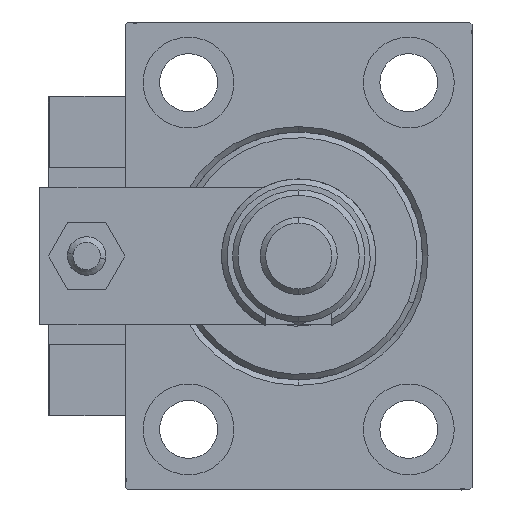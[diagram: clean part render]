
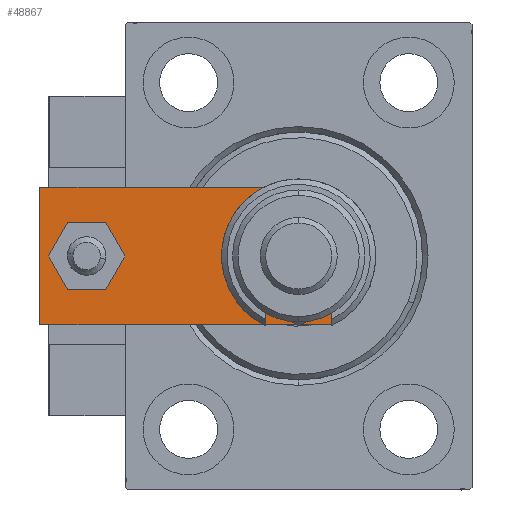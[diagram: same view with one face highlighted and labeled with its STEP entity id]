
A CAD part, left-side view. The second image highlights one B-rep face of the part: STEP entity #48867.
In plain terms, the highlighted face is planar.
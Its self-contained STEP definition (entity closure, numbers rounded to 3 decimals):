
#660 = CARTESIAN_POINT ( 'NONE',  ( 0., 51.5, 6. ) ) ;
#731 = DIRECTION ( 'NONE',  ( 0., 0., 1. ) ) ;
#1368 = VERTEX_POINT ( 'NONE', #38091 ) ;
#1453 = EDGE_CURVE ( 'NONE', #34437, #48655, #47588, .T. ) ;
#2522 = AXIS2_PLACEMENT_3D ( 'NONE', #38259, #731, #5359 ) ;
#2871 = DIRECTION ( 'NONE',  ( 0., 1., 0. ) ) ;
#2893 = CIRCLE ( 'NONE', #31541, 4. ) ;
#4293 = DIRECTION ( 'NONE',  ( 0., 0., 1. ) ) ;
#4377 = DIRECTION ( 'NONE',  ( 1., 0., 0. ) ) ;
#5359 = DIRECTION ( 'NONE',  ( 1., 0., 0. ) ) ;
#5575 = DIRECTION ( 'NONE',  ( 0., -1., 0. ) ) ;
#6270 = VECTOR ( 'NONE', #2871, 1000. ) ;
#7546 = DIRECTION ( 'NONE',  ( 1., 0., 0. ) ) ;
#7593 = CARTESIAN_POINT ( 'NONE',  ( -12.5, 60., 6. ) ) ;
#8479 = ORIENTED_EDGE ( 'NONE', *, *, #12901, .F. ) ;
#8659 = DIRECTION ( 'NONE',  ( 1., 0., 0. ) ) ;
#10234 = DIRECTION ( 'NONE',  ( 0.707, 0.707, 0. ) ) ;
#10329 = CARTESIAN_POINT ( 'NONE',  ( -2.75, -2.75, 6. ) ) ;
#10640 = VERTEX_POINT ( 'NONE', #44515 ) ;
#10719 = CARTESIAN_POINT ( 'NONE',  ( 0., 13., 6. ) ) ;
#11098 = VERTEX_POINT ( 'NONE', #33113 ) ;
#11282 = EDGE_CURVE ( 'NONE', #10640, #11408, #44074, .T. ) ;
#11408 = VERTEX_POINT ( 'NONE', #7593 ) ;
#12113 = VECTOR ( 'NONE', #35875, 1000. ) ;
#12380 = ORIENTED_EDGE ( 'NONE', *, *, #38842, .T. ) ;
#12597 = ORIENTED_EDGE ( 'NONE', *, *, #1453, .T. ) ;
#12901 = EDGE_CURVE ( 'NONE', #11098, #53405, #46002, .T. ) ;
#14777 = LINE ( 'NONE', #47171, #31277 ) ;
#15547 = CARTESIAN_POINT ( 'NONE',  ( 12.5, 7., 6. ) ) ;
#16103 = EDGE_LOOP ( 'NONE', ( #18817, #12597, #12380, #51489, #31281, #47563 ) ) ;
#17085 = FACE_BOUND ( 'NONE', #38421, .T. ) ;
#18048 = VERTEX_POINT ( 'NONE', #28343 ) ;
#18817 = ORIENTED_EDGE ( 'NONE', *, *, #36968, .T. ) ;
#19278 = CARTESIAN_POINT ( 'NONE',  ( -12.5, 0., 6. ) ) ;
#20893 = CARTESIAN_POINT ( 'NONE',  ( 0., 0., 6. ) ) ;
#21344 = EDGE_CURVE ( 'NONE', #53405, #11098, #2893, .T. ) ;
#21362 = VECTOR ( 'NONE', #43539, 1000. ) ;
#22652 = VECTOR ( 'NONE', #43256, 1000. ) ;
#23545 = EDGE_CURVE ( 'NONE', #18048, #1368, #53346, .T. ) ;
#25127 = EDGE_CURVE ( 'NONE', #1368, #18048, #32445, .T. ) ;
#28343 = CARTESIAN_POINT ( 'NONE',  ( -8.25, 13., 6. ) ) ;
#29040 = PLANE ( 'NONE',  #47077 ) ;
#31277 = VECTOR ( 'NONE', #5575, 1000. ) ;
#31281 = ORIENTED_EDGE ( 'NONE', *, *, #49218, .T. ) ;
#31493 = CARTESIAN_POINT ( 'NONE',  ( -5.5, 0., 6. ) ) ;
#31541 = AXIS2_PLACEMENT_3D ( 'NONE', #660, #34368, #47143 ) ;
#31790 = ORIENTED_EDGE ( 'NONE', *, *, #25127, .F. ) ;
#32333 = CARTESIAN_POINT ( 'NONE',  ( 12.5, 60., 6. ) ) ;
#32445 = CIRCLE ( 'NONE', #43765, 8.25 ) ;
#32459 = EDGE_LOOP ( 'NONE', ( #50925, #31790 ) ) ;
#33113 = CARTESIAN_POINT ( 'NONE',  ( 4., 51.5, 6. ) ) ;
#33729 = VECTOR ( 'NONE', #10234, 1000. ) ;
#34368 = DIRECTION ( 'NONE',  ( 0., 0., 1. ) ) ;
#34437 = VERTEX_POINT ( 'NONE', #34694 ) ;
#34604 = CARTESIAN_POINT ( 'NONE',  ( -4., 51.5, 6. ) ) ;
#34694 = CARTESIAN_POINT ( 'NONE',  ( -12.5, 7., 6. ) ) ;
#35641 = EDGE_CURVE ( 'NONE', #35701, #39341, #51040, .T. ) ;
#35701 = VERTEX_POINT ( 'NONE', #43683 ) ;
#35875 = DIRECTION ( 'NONE',  ( 1., 0., 0. ) ) ;
#36968 = EDGE_CURVE ( 'NONE', #11408, #34437, #14777, .T. ) ;
#38091 = CARTESIAN_POINT ( 'NONE',  ( 8.25, 13., 6. ) ) ;
#38259 = CARTESIAN_POINT ( 'NONE',  ( 0., 51.5, 6. ) ) ;
#38421 = EDGE_LOOP ( 'NONE', ( #41428, #8479 ) ) ;
#38842 = EDGE_CURVE ( 'NONE', #48655, #35701, #39957, .T. ) ;
#39341 = VERTEX_POINT ( 'NONE', #15547 ) ;
#39819 = DIRECTION ( 'NONE',  ( 0., 0., 1. ) ) ;
#39957 = LINE ( 'NONE', #19278, #12113 ) ;
#41428 = ORIENTED_EDGE ( 'NONE', *, *, #21344, .F. ) ;
#42387 = FACE_BOUND ( 'NONE', #32459, .T. ) ;
#42897 = CARTESIAN_POINT ( 'NONE',  ( 2.75, -2.75, 6. ) ) ;
#43256 = DIRECTION ( 'NONE',  ( 0.707, -0.707, 0. ) ) ;
#43539 = DIRECTION ( 'NONE',  ( -1., 0., 0. ) ) ;
#43683 = CARTESIAN_POINT ( 'NONE',  ( 5.5, 0., 6. ) ) ;
#43765 = AXIS2_PLACEMENT_3D ( 'NONE', #10719, #39819, #4377 ) ;
#44074 = LINE ( 'NONE', #32333, #21362 ) ;
#44515 = CARTESIAN_POINT ( 'NONE',  ( 12.5, 60., 6. ) ) ;
#45326 = CARTESIAN_POINT ( 'NONE',  ( 12.5, 0., 6. ) ) ;
#45375 = CARTESIAN_POINT ( 'NONE',  ( 0., 13., 6. ) ) ;
#46002 = CIRCLE ( 'NONE', #2522, 4. ) ;
#46192 = FACE_OUTER_BOUND ( 'NONE', #16103, .T. ) ;
#47077 = AXIS2_PLACEMENT_3D ( 'NONE', #20893, #50255, #8659 ) ;
#47143 = DIRECTION ( 'NONE',  ( 1., 0., 0. ) ) ;
#47171 = CARTESIAN_POINT ( 'NONE',  ( -12.5, 60., 6. ) ) ;
#47292 = AXIS2_PLACEMENT_3D ( 'NONE', #45375, #4293, #7546 ) ;
#47563 = ORIENTED_EDGE ( 'NONE', *, *, #11282, .T. ) ;
#47588 = LINE ( 'NONE', #10329, #22652 ) ;
#48655 = VERTEX_POINT ( 'NONE', #31493 ) ;
#48867 = ADVANCED_FACE ( 'NONE', ( #17085, #46192, #42387 ), #29040, .T. ) ;
#49218 = EDGE_CURVE ( 'NONE', #39341, #10640, #53467, .T. ) ;
#50255 = DIRECTION ( 'NONE',  ( 0., 0., 1. ) ) ;
#50925 = ORIENTED_EDGE ( 'NONE', *, *, #23545, .F. ) ;
#51040 = LINE ( 'NONE', #42897, #33729 ) ;
#51489 = ORIENTED_EDGE ( 'NONE', *, *, #35641, .T. ) ;
#53346 = CIRCLE ( 'NONE', #47292, 8.25 ) ;
#53405 = VERTEX_POINT ( 'NONE', #34604 ) ;
#53467 = LINE ( 'NONE', #45326, #6270 ) ;
